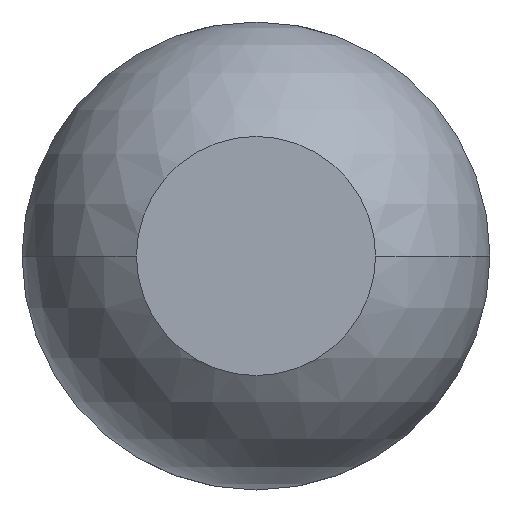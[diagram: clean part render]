
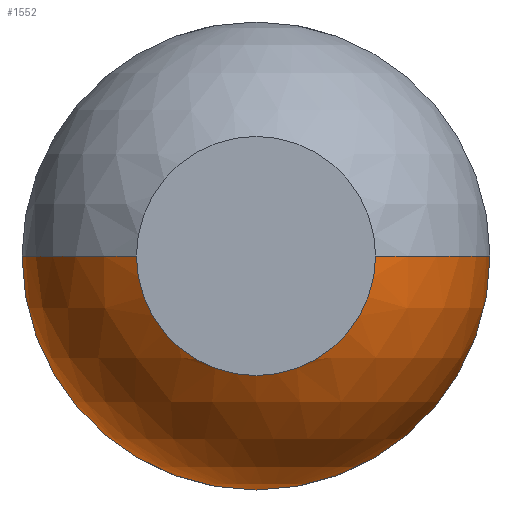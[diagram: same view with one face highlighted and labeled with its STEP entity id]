
A CAD part, front view. The second image highlights one B-rep face of the part: STEP entity #1552.
In plain terms, the highlighted spherical face has radius 0.685 mm.
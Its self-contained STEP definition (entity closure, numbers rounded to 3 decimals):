
#32 = AXIS2_PLACEMENT_3D ( 'NONE', #1686, #2911, #452 ) ;
#75 = DIRECTION ( 'NONE',  ( 0., 0., -1. ) ) ;
#124 = CIRCLE ( 'NONE', #1524, 0.685 ) ;
#149 = EDGE_CURVE ( 'Defeature ausgef�hrt1_5+Defeature ausgef�hrt1_4+Defeature ausgef�hrt1_4+Defeature ausgef�hrt1_4', #192, #1675, #2990, .T. ) ;
#192 = VERTEX_POINT ( 'NONE', #2988 ) ;
#198 = EDGE_LOOP ( 'NONE', ( #2600, #954, #2169, #1170, #512, #2971 ) ) ;
#261 = AXIS2_PLACEMENT_3D ( 'NONE', #1972, #3924, #2027 ) ;
#362 = AXIS2_PLACEMENT_3D ( 'NONE', #3952, #2678, #1768 ) ;
#452 = DIRECTION ( 'NONE',  ( 0., 0., 1. ) ) ;
#512 = ORIENTED_EDGE ( 'NONE', *, *, #2986, .F. ) ;
#728 = VERTEX_POINT ( 'NONE', #2730 ) ;
#731 = CARTESIAN_POINT ( 'NONE',  ( 0., -29.411, 0. ) ) ;
#954 = ORIENTED_EDGE ( 'NONE', *, *, #2033, .T. ) ;
#1006 = DIRECTION ( 'NONE',  ( 0., 0., -1. ) ) ;
#1007 = DIRECTION ( 'NONE',  ( 0., 0., -1. ) ) ;
#1170 = ORIENTED_EDGE ( 'NONE', *, *, #2012, .F. ) ;
#1189 = CARTESIAN_POINT ( 'NONE',  ( 0.685, -29.411, 0. ) ) ;
#1325 = CARTESIAN_POINT ( 'NONE',  ( 0., -30., 0. ) ) ;
#1375 = EDGE_CURVE ( 'Defeature ausgef�hrt1_17+Defeature ausgef�hrt1_4+Defeature ausgef�hrt1_4+Defeature ausgef�hrt1_4', #2301, #2865, #3402, .T. ) ;
#1524 = AXIS2_PLACEMENT_3D ( 'NONE', #2646, #75, #1658 ) ;
#1552 = ADVANCED_FACE ( 'Defeature ausgef�hrt1_4', ( #2546 ), #3895, .T. ) ;
#1658 = DIRECTION ( 'NONE',  ( -1., 0., 0. ) ) ;
#1675 = VERTEX_POINT ( 'NONE', #3976 ) ;
#1686 = CARTESIAN_POINT ( 'NONE',  ( 0., -29.411, 0. ) ) ;
#1713 = AXIS2_PLACEMENT_3D ( 'NONE', #1325, #3204, #1007 ) ;
#1768 = DIRECTION ( 'NONE',  ( 0., 0., 1. ) ) ;
#1972 = CARTESIAN_POINT ( 'NONE',  ( 0., -29.411, 0. ) ) ;
#2012 = EDGE_CURVE ( 'Defeature ausgef�hrt1_5+Defeature ausgef�hrt1_4+Defeature ausgef�hrt1_4+Defeature ausgef�hrt1_4', #3373, #192, #2592, .T. ) ;
#2027 = DIRECTION ( 'NONE',  ( 1., 0., 0. ) ) ;
#2033 = EDGE_CURVE ( 'NONE', #728, #1675, #124, .T. ) ;
#2169 = ORIENTED_EDGE ( 'NONE', *, *, #149, .F. ) ;
#2199 = CIRCLE ( 'NONE', #3419, 0.685 ) ;
#2244 = CARTESIAN_POINT ( 'NONE',  ( 0., -30., 0. ) ) ;
#2301 = VERTEX_POINT ( 'NONE', #3835 ) ;
#2546 = FACE_OUTER_BOUND ( 'NONE', #198, .T. ) ;
#2592 = CIRCLE ( 'NONE', #32, 0.685 ) ;
#2600 = ORIENTED_EDGE ( 'NONE', *, *, #3058, .F. ) ;
#2646 = CARTESIAN_POINT ( 'NONE',  ( 0., -29.411, 0. ) ) ;
#2678 = DIRECTION ( 'NONE',  ( 0., 1., 0. ) ) ;
#2730 = CARTESIAN_POINT ( 'NONE',  ( -0.35, -30., 0. ) ) ;
#2865 = VERTEX_POINT ( 'NONE', #3110 ) ;
#2881 = DIRECTION ( 'NONE',  ( 0., -1., 0. ) ) ;
#2908 = DIRECTION ( 'NONE',  ( 1., 0., 0. ) ) ;
#2911 = DIRECTION ( 'NONE',  ( 0., 1., 0. ) ) ;
#2971 = ORIENTED_EDGE ( 'NONE', *, *, #1375, .F. ) ;
#2986 = EDGE_CURVE ( 'NONE', #2865, #3373, #2199, .T. ) ;
#2988 = CARTESIAN_POINT ( 'NONE',  ( 0., -29.411, -0.685 ) ) ;
#2990 = CIRCLE ( 'NONE', #362, 0.685 ) ;
#3058 = EDGE_CURVE ( 'Defeature ausgef�hrt1_17+Defeature ausgef�hrt1_4+Defeature ausgef�hrt1_4+Defeature ausgef�hrt1_4', #728, #2301, #3789, .T. ) ;
#3110 = CARTESIAN_POINT ( 'NONE',  ( 0.35, -30., 0. ) ) ;
#3204 = DIRECTION ( 'NONE',  ( 0., -1., 0. ) ) ;
#3246 = DIRECTION ( 'NONE',  ( 0., 0., 1. ) ) ;
#3373 = VERTEX_POINT ( 'NONE', #1189 ) ;
#3402 = CIRCLE ( 'NONE', #4021, 0.35 ) ;
#3419 = AXIS2_PLACEMENT_3D ( 'NONE', #731, #3246, #2908 ) ;
#3789 = CIRCLE ( 'NONE', #1713, 0.35 ) ;
#3835 = CARTESIAN_POINT ( 'NONE',  ( 0., -30., -0.35 ) ) ;
#3895 = SPHERICAL_SURFACE ( 'NONE', #261, 0.685 ) ;
#3924 = DIRECTION ( 'NONE',  ( 0., 0., -1. ) ) ;
#3952 = CARTESIAN_POINT ( 'NONE',  ( 0., -29.411, 0. ) ) ;
#3976 = CARTESIAN_POINT ( 'NONE',  ( -0.685, -29.411, 0. ) ) ;
#4021 = AXIS2_PLACEMENT_3D ( 'NONE', #2244, #2881, #1006 ) ;
